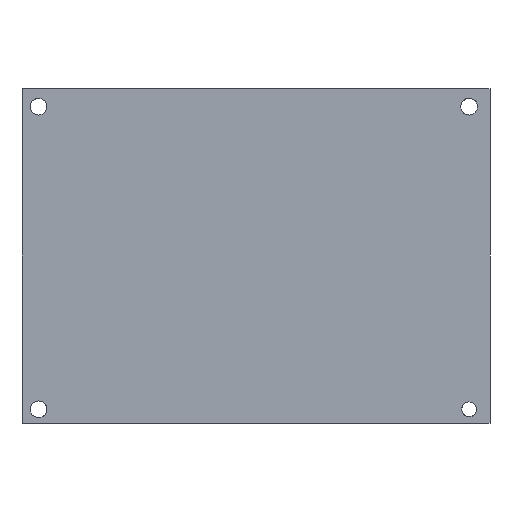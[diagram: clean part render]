
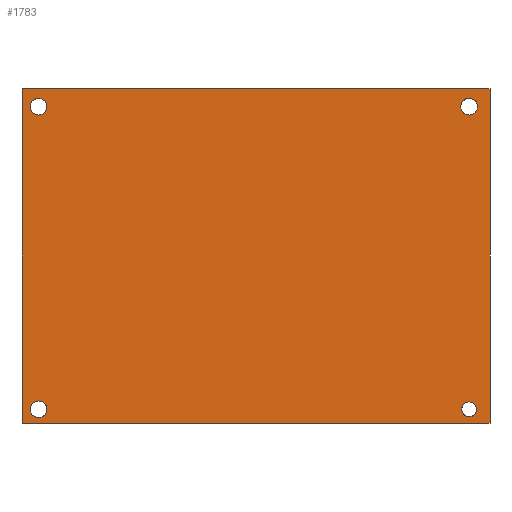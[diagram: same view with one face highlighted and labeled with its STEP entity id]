
A CAD part, front view. The second image highlights one B-rep face of the part: STEP entity #1783.
In plain terms, the highlighted free-form (B-spline) face has degree [1, 1] with [2, 2] control points.
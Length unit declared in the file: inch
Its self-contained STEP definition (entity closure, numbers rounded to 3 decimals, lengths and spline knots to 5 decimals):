
#1364=CARTESIAN_POINT('V53',(0.20107,3.84276,
   -0.98697));
#1365=VERTEX_POINT('V53',#1364);
#1373=CARTESIAN_POINT('E78',(0.20107,3.84276,
   -0.98697));
#1374=CARTESIAN_POINT('E78',(0.20107,3.84276,
   -1.20348));
#1375=CARTESIAN_POINT('E78',(0.01357,3.84276,
   -1.09523));
#1376=CARTESIAN_POINT('E78',(-0.17393,3.84276,
   -0.98697));
#1377=CARTESIAN_POINT('E78',(0.01357,3.84276,
   -0.87872));
#1378=CARTESIAN_POINT('E78',(0.20107,3.84276,
   -0.77047));
#1379=CARTESIAN_POINT('E78',(0.20107,3.84276,
   -0.98697));
#1387=(BOUNDED_CURVE()B_SPLINE_CURVE(2,(#1373,#1374,#1375,#1376,
   #1377,#1378,#1379),.CIRCULAR_ARC.,.T.,.U.)
   B_SPLINE_CURVE_WITH_KNOTS((3,2,2,3),(0.0,0.33333,
   0.66667,1.0),.UNSPECIFIED.)CURVE()
   GEOMETRIC_REPRESENTATION_ITEM()RATIONAL_B_SPLINE_CURVE((1.0,
   0.5,1.0,0.5,1.0,0.5,1.0)
   )REPRESENTATION_ITEM('E78'));
#1388=EDGE_CURVE('E78',#1365,#1365,#1387,.T.);
#1433=CARTESIAN_POINT('V54',(0.20107,3.84276,
   -5.51412));
#1434=VERTEX_POINT('V54',#1433);
#1442=CARTESIAN_POINT('E80',(0.20107,3.84276,
   -5.51412));
#1443=CARTESIAN_POINT('E80',(0.20107,3.84276,
   -5.73063));
#1444=CARTESIAN_POINT('E80',(0.01357,3.84276,
   -5.62238));
#1445=CARTESIAN_POINT('E80',(-0.17393,3.84276,
   -5.51412));
#1446=CARTESIAN_POINT('E80',(0.01357,3.84276,
   -5.40587));
#1447=CARTESIAN_POINT('E80',(0.20107,3.84276,
   -5.29762));
#1448=CARTESIAN_POINT('E80',(0.20107,3.84276,
   -5.51412));
#1456=(BOUNDED_CURVE()B_SPLINE_CURVE(2,(#1442,#1443,#1444,#1445,
   #1446,#1447,#1448),.CIRCULAR_ARC.,.T.,.U.)
   B_SPLINE_CURVE_WITH_KNOTS((3,2,2,3),(0.0,0.33333,
   0.66667,1.0),.UNSPECIFIED.)CURVE()
   GEOMETRIC_REPRESENTATION_ITEM()RATIONAL_B_SPLINE_CURVE((1.0,
   0.5,1.0,0.5,1.0,0.5,1.0)
   )REPRESENTATION_ITEM('E80'));
#1457=EDGE_CURVE('E80',#1434,#1434,#1456,.T.);
#1502=CARTESIAN_POINT('V55',(6.62756,3.84276,
   -5.51412));
#1503=VERTEX_POINT('V55',#1502);
#1511=CARTESIAN_POINT('E82',(6.62756,3.84276,
   -5.51412));
#1512=CARTESIAN_POINT('E82',(6.62756,3.84276,
   -5.70537));
#1513=CARTESIAN_POINT('E82',(6.46193,3.84276,
   -5.60975));
#1514=CARTESIAN_POINT('E82',(6.2963,3.84276,
   -5.51412));
#1515=CARTESIAN_POINT('E82',(6.46193,3.84276,
   -5.4185));
#1516=CARTESIAN_POINT('E82',(6.62756,3.84276,
   -5.32287));
#1517=CARTESIAN_POINT('E82',(6.62756,3.84276,
   -5.51412));
#1525=(BOUNDED_CURVE()B_SPLINE_CURVE(2,(#1511,#1512,#1513,#1514,
   #1515,#1516,#1517),.CIRCULAR_ARC.,.T.,.U.)
   B_SPLINE_CURVE_WITH_KNOTS((3,2,2,3),(0.0,0.33333,
   0.66667,1.0),.UNSPECIFIED.)CURVE()
   GEOMETRIC_REPRESENTATION_ITEM()RATIONAL_B_SPLINE_CURVE((1.0,
   0.5,1.0,0.5,1.0,0.5,1.0)
   )REPRESENTATION_ITEM('E82'));
#1526=EDGE_CURVE('E82',#1503,#1503,#1525,.T.);
#1571=CARTESIAN_POINT('V56',(6.64214,3.84276,
   -0.98697));
#1572=VERTEX_POINT('V56',#1571);
#1580=CARTESIAN_POINT('E84',(6.64214,3.84276,
   -0.98697));
#1581=CARTESIAN_POINT('E84',(6.64214,3.84276,
   -1.20348));
#1582=CARTESIAN_POINT('E84',(6.45464,3.84276,
   -1.09523));
#1583=CARTESIAN_POINT('E84',(6.26714,3.84276,
   -0.98697));
#1584=CARTESIAN_POINT('E84',(6.45464,3.84276,
   -0.87872));
#1585=CARTESIAN_POINT('E84',(6.64214,3.84276,
   -0.77047));
#1586=CARTESIAN_POINT('E84',(6.64214,3.84276,
   -0.98697));
#1594=(BOUNDED_CURVE()B_SPLINE_CURVE(2,(#1580,#1581,#1582,#1583,
   #1584,#1585,#1586),.CIRCULAR_ARC.,.T.,.U.)
   B_SPLINE_CURVE_WITH_KNOTS((3,2,2,3),(0.0,0.33333,
   0.66667,1.0),.UNSPECIFIED.)CURVE()
   GEOMETRIC_REPRESENTATION_ITEM()RATIONAL_B_SPLINE_CURVE((1.0,
   0.5,1.0,0.5,1.0,0.5,1.0)
   )REPRESENTATION_ITEM('E84'));
#1595=EDGE_CURVE('E84',#1572,#1572,#1594,.T.);
#1632=CARTESIAN_POINT('V44',(-0.17107,3.84276,
   -0.72058));
#1633=VERTEX_POINT('V44',#1632);
#1639=CARTESIAN_POINT('V46',(6.82893,3.84276,
   -0.72058));
#1640=VERTEX_POINT('V46',#1639);
#1641=CARTESIAN_POINT('E64',(-0.17107,3.84276,
   -0.72058));
#1642=CARTESIAN_POINT('E64',(6.82893,3.84276,
   -0.72058));
#1643=B_SPLINE_CURVE_WITH_KNOTS('E64',1,(#1641,#1642),
   .POLYLINE_FORM.,.F.,.U.,(2,2),(0.0,14.0),.UNSPECIFIED.);
#1644=EDGE_CURVE('E64',#1633,#1640,#1643,.T.);
#1667=CARTESIAN_POINT('V48',(6.82893,3.84276,
   -5.72058));
#1668=VERTEX_POINT('V48',#1667);
#1669=CARTESIAN_POINT('E67',(6.82893,3.84276,
   -0.72058));
#1670=CARTESIAN_POINT('E67',(6.82893,3.84276,
   -5.72058));
#1671=B_SPLINE_CURVE_WITH_KNOTS('E67',1,(#1669,#1670),
   .POLYLINE_FORM.,.F.,.U.,(2,2),(0.0,10.0),.UNSPECIFIED.);
#1672=EDGE_CURVE('E67',#1640,#1668,#1671,.T.);
#1695=CARTESIAN_POINT('V43',(-0.17107,3.84276,
   -5.72058));
#1696=VERTEX_POINT('V43',#1695);
#1697=CARTESIAN_POINT('E70',(6.82893,3.84276,
   -5.72058));
#1698=CARTESIAN_POINT('E70',(-0.17107,3.84276,
   -5.72058));
#1699=B_SPLINE_CURVE_WITH_KNOTS('E70',1,(#1697,#1698),
   .POLYLINE_FORM.,.F.,.U.,(2,2),(0.0,14.0),.UNSPECIFIED.);
#1700=EDGE_CURVE('E70',#1668,#1696,#1699,.T.);
#1751=CARTESIAN_POINT('E61',(-0.17107,3.84276,
   -5.72058));
#1752=CARTESIAN_POINT('E61',(-0.17107,3.84276,
   -0.72058));
#1753=B_SPLINE_CURVE_WITH_KNOTS('E61',1,(#1751,#1752),
   .POLYLINE_FORM.,.F.,.U.,(2,2),(0.0,10.0),.UNSPECIFIED.);
#1754=EDGE_CURVE('E61',#1696,#1633,#1753,.T.);
#1760=CARTESIAN_POINT('F31',(-0.52107,3.84276,
   -5.97058));
#1761=CARTESIAN_POINT('F31',(7.17893,3.84276,
   -5.97058));
#1762=CARTESIAN_POINT('F31',(-0.52107,3.84276,
   -0.47058));
#1763=CARTESIAN_POINT('F31',(7.17893,3.84276,
   -0.47058));
#1764=QUASI_UNIFORM_SURFACE('F31',1,1,((#1760,#1762),(#1761,#1763))
,.PLANE_SURF.,.F.,.F.,.U.);
#1765=ORIENTED_EDGE('E61',*,*,#1754,.F.);
#1766=ORIENTED_EDGE('E70',*,*,#1700,.F.);
#1767=ORIENTED_EDGE('E67',*,*,#1672,.F.);
#1768=ORIENTED_EDGE('E64',*,*,#1644,.F.);
#1769=EDGE_LOOP('F31',(#1765,#1766,#1767,#1768));
#1770=FACE_OUTER_BOUND('F31',#1769,.T.);
#1771=ORIENTED_EDGE('E84',*,*,#1595,.T.);
#1772=EDGE_LOOP('F31',(#1771));
#1773=FACE_BOUND('F31',#1772,.T.);
#1774=ORIENTED_EDGE('E82',*,*,#1526,.T.);
#1775=EDGE_LOOP('F31',(#1774));
#1776=FACE_BOUND('F31',#1775,.T.);
#1777=ORIENTED_EDGE('E80',*,*,#1457,.T.);
#1778=EDGE_LOOP('F31',(#1777));
#1779=FACE_BOUND('F31',#1778,.T.);
#1780=ORIENTED_EDGE('E78',*,*,#1388,.T.);
#1781=EDGE_LOOP('F31',(#1780));
#1782=FACE_BOUND('F31',#1781,.T.);
#1783=ADVANCED_FACE('F31',(#1770,#1773,#1776,#1779,#1782),#1764,.T.
   );
